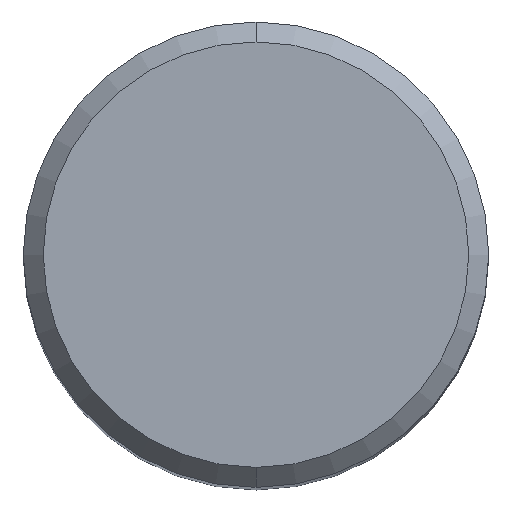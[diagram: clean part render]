
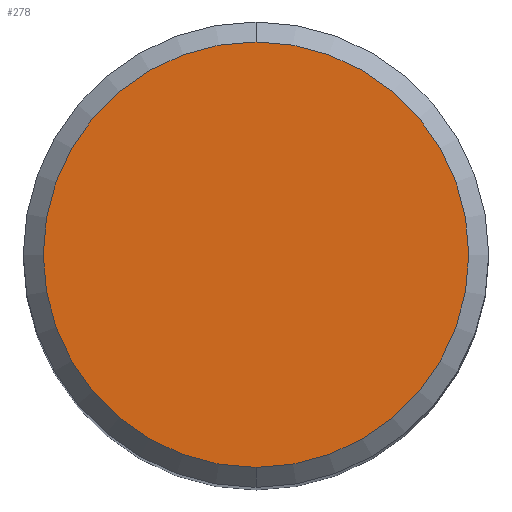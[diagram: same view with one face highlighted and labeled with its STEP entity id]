
A CAD part, top view. The second image highlights one B-rep face of the part: STEP entity #278.
In plain terms, the highlighted planar face has unit normal (0, 0, 1).
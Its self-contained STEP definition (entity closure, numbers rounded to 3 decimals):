
#174=EDGE_CURVE('',#200,#194,#475,.T.);
#194=VERTEX_POINT('',#498);
#200=VERTEX_POINT('',#505);
#218=EDGE_CURVE('',#194,#200,#524,.T.);
#278=ADVANCED_FACE('',(#591),#592,.T.);
#475=CIRCLE('',#799,6.4);
#498=CARTESIAN_POINT('',(0.0,6.4,0.0));
#505=CARTESIAN_POINT('',(0.,-6.4,0.0));
#524=CIRCLE('',#878,6.4);
#591=FACE_OUTER_BOUND('',#1059,.T.);
#592=PLANE('',#1060);
#799=AXIS2_PLACEMENT_3D('',#1484,#1485,#1486);
#878=AXIS2_PLACEMENT_3D('',#1532,#1533,#1534);
#1059=EDGE_LOOP('',(#1603,#1604));
#1060=AXIS2_PLACEMENT_3D('',#1605,#1606,#1607);
#1484=CARTESIAN_POINT('',(0.0,0.0,0.0));
#1485=DIRECTION('',(0.0,0.0,-1.0));
#1486=DIRECTION('',(0.0,1.0,0.0));
#1532=CARTESIAN_POINT('',(0.0,0.0,0.0));
#1533=DIRECTION('',(0.0,0.0,-1.0));
#1534=DIRECTION('',(0.0,1.0,0.0));
#1603=ORIENTED_EDGE('',*,*,#218,.F.);
#1604=ORIENTED_EDGE('',*,*,#174,.F.);
#1605=CARTESIAN_POINT('',(0.0,3.2,0.0));
#1606=DIRECTION('',(-0.0,0.0,1.0));
#1607=DIRECTION('',(0.0,-1.0,0.0));
